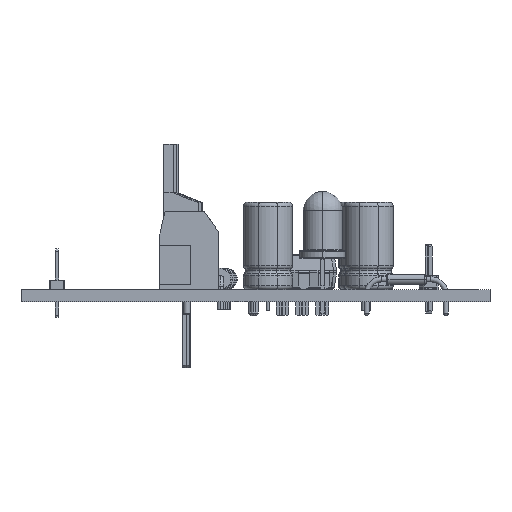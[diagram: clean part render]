
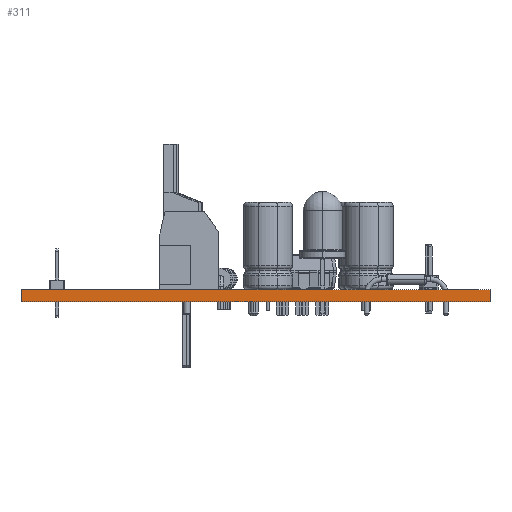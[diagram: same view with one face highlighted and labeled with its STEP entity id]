
A CAD part, left-side view. The second image highlights one B-rep face of the part: STEP entity #311.
In plain terms, the highlighted planar face has unit normal (-1, 0, 0).
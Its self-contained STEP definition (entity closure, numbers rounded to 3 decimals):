
#255 = VERTEX_POINT('',#256);
#256 = CARTESIAN_POINT('',(-18.8,40.94,0.775));
#262 = EDGE_CURVE('',#263,#255,#265,.T.);
#263 = VERTEX_POINT('',#264);
#264 = CARTESIAN_POINT('',(-18.8,40.94,-0.775));
#265 = LINE('',#266,#267);
#266 = CARTESIAN_POINT('',(-18.8,40.94,-0.775));
#267 = VECTOR('',#268,1.);
#268 = DIRECTION('',(0.,0.,1.));
#311 = ADVANCED_FACE('',(#312),#337,.F.);
#312 = FACE_BOUND('',#313,.F.);
#313 = EDGE_LOOP('',(#314,#315,#323,#331));
#314 = ORIENTED_EDGE('',*,*,#262,.T.);
#315 = ORIENTED_EDGE('',*,*,#316,.T.);
#316 = EDGE_CURVE('',#255,#317,#319,.T.);
#317 = VERTEX_POINT('',#318);
#318 = CARTESIAN_POINT('',(-18.8,-19.06,0.775));
#319 = LINE('',#320,#321);
#320 = CARTESIAN_POINT('',(-18.8,40.94,0.775));
#321 = VECTOR('',#322,1.);
#322 = DIRECTION('',(0.,-1.,0.));
#323 = ORIENTED_EDGE('',*,*,#324,.F.);
#324 = EDGE_CURVE('',#325,#317,#327,.T.);
#325 = VERTEX_POINT('',#326);
#326 = CARTESIAN_POINT('',(-18.8,-19.06,-0.775));
#327 = LINE('',#328,#329);
#328 = CARTESIAN_POINT('',(-18.8,-19.06,-0.775));
#329 = VECTOR('',#330,1.);
#330 = DIRECTION('',(0.,0.,1.));
#331 = ORIENTED_EDGE('',*,*,#332,.F.);
#332 = EDGE_CURVE('',#263,#325,#333,.T.);
#333 = LINE('',#334,#335);
#334 = CARTESIAN_POINT('',(-18.8,40.94,-0.775));
#335 = VECTOR('',#336,1.);
#336 = DIRECTION('',(0.,-1.,0.));
#337 = PLANE('',#338);
#338 = AXIS2_PLACEMENT_3D('',#339,#340,#341);
#339 = CARTESIAN_POINT('',(-18.8,40.94,-0.775));
#340 = DIRECTION('',(1.,0.,0.));
#341 = DIRECTION('',(0.,-1.,0.));
